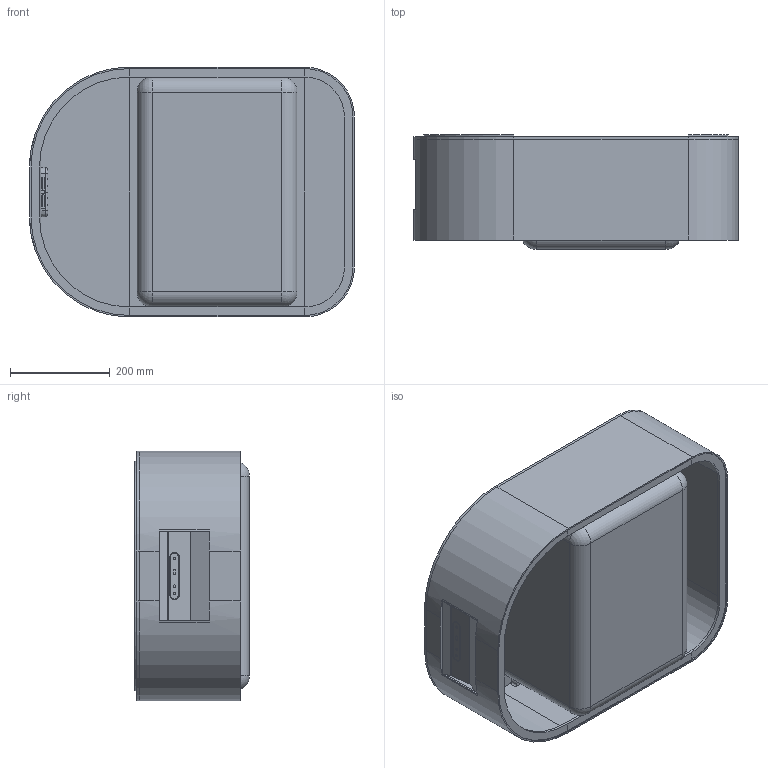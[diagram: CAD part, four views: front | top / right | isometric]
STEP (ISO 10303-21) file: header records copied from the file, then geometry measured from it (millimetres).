
FILE_DESCRIPTION (( 'STEP AP214' ), '1' );
FILE_NAME ('chasis3.STEP', '2022-09-05T12:59:19', ( '' ), ( '' ), 'SwSTEP 2.0', 'SolidWorks 2020', '' );
FILE_SCHEMA (( 'AUTOMOTIVE_DESIGN' ));
Length unit declared in the file: millimetre
Products named in the file (7): RLateralD M3; RCompartimento M3; RPosterior M3; Camera_RealSende_D415.stp; RFrontalBajo M3; chasis3; RTapa M3
Assembly tree (7 placements, depth 2):
  chasis3
    RFrontalBajo M3
    RPosterior M3
    RLateralD M3  x2
    RCompartimento M3
    RTapa M3
    Camera_RealSende_D415.stp
Bounding box: 650 x 229 x 500 mm (x, y, z)
Volume: 7553443.9 mm3; surface area: 2254113.3 mm2
Topology: 11 solids, 45 shells, 900 faces, 2340 edges, 1569 vertices
Faces by surface type: bspline 342, plane 341, cylinder 209, sphere 8
Entity records: 31448 total; most frequent: CARTESIAN_POINT 13790, ORIENTED_EDGE 4468, EDGE_CURVE 2236, DIRECTION 1856, VERTEX_POINT 1505, B_SPLINE_CURVE_WITH_KNOTS 1486, EDGE_LOOP 962, ADVANCED_FACE 862
